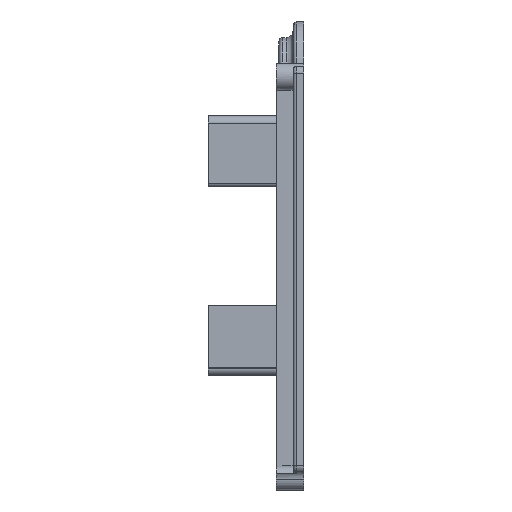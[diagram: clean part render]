
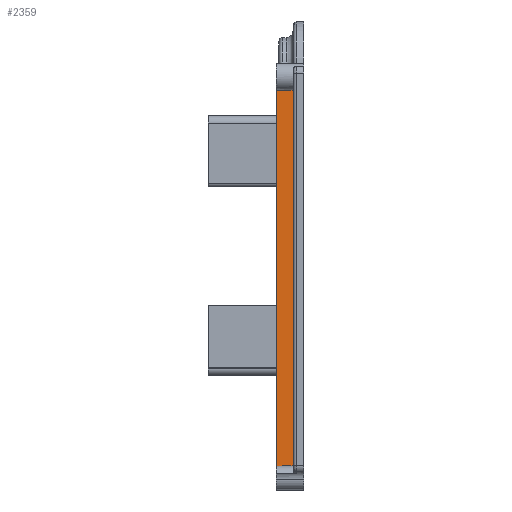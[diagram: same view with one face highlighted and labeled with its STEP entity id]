
A CAD part, left-side view. The second image highlights one B-rep face of the part: STEP entity #2359.
In plain terms, the highlighted planar face has unit normal (-1, 0, 0).
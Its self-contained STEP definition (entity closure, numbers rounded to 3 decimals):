
#84=PLANE('',#2606);
#164=FACE_OUTER_BOUND('',#320,.T.);
#320=EDGE_LOOP('',(#1798,#1799,#1800,#1801,#1802,#1803));
#427=CIRCLE('',#2476,0.5);
#444=CIRCLE('',#2500,0.5);
#615=LINE('',#3633,#785);
#622=LINE('',#3748,#792);
#656=LINE('',#3990,#826);
#665=LINE('',#4056,#835);
#785=VECTOR('',#2808,10.);
#792=VECTOR('',#2857,10.);
#826=VECTOR('',#3053,10.);
#835=VECTOR('',#3122,10.);
#966=VERTEX_POINT('',#3630);
#967=VERTEX_POINT('',#3632);
#968=VERTEX_POINT('',#3636);
#985=VERTEX_POINT('',#3746);
#989=VERTEX_POINT('',#3760);
#1050=VERTEX_POINT('',#3988);
#1197=EDGE_CURVE('',#966,#967,#615,.T.);
#1199=EDGE_CURVE('',#968,#966,#427,.F.);
#1224=EDGE_CURVE('',#985,#968,#622,.T.);
#1230=EDGE_CURVE('',#989,#985,#444,.F.);
#1317=EDGE_CURVE('',#989,#1050,#656,.T.);
#1351=EDGE_CURVE('',#967,#1050,#665,.T.);
#1798=ORIENTED_EDGE('',*,*,#1317,.T.);
#1799=ORIENTED_EDGE('',*,*,#1351,.F.);
#1800=ORIENTED_EDGE('',*,*,#1197,.F.);
#1801=ORIENTED_EDGE('',*,*,#1199,.F.);
#1802=ORIENTED_EDGE('',*,*,#1224,.F.);
#1803=ORIENTED_EDGE('',*,*,#1230,.F.);
#2359=ADVANCED_FACE('',(#164),#84,.T.);
#2476=AXIS2_PLACEMENT_3D('',#3637,#2812,#2813);
#2500=AXIS2_PLACEMENT_3D('',#3761,#2870,#2871);
#2606=AXIS2_PLACEMENT_3D('',#4055,#3120,#3121);
#2808=DIRECTION('',(0.,1.,0.));
#2812=DIRECTION('center_axis',(1.,0.,0.));
#2813=DIRECTION('ref_axis',(0.,0.707,-0.707));
#2857=DIRECTION('',(0.,0.,-1.));
#2870=DIRECTION('center_axis',(1.,0.,0.));
#2871=DIRECTION('ref_axis',(0.,0.707,0.707));
#3053=DIRECTION('',(0.,1.,0.));
#3120=DIRECTION('center_axis',(-1.,0.,0.));
#3121=DIRECTION('ref_axis',(0.,0.,1.));
#3122=DIRECTION('',(0.,0.,1.));
#3630=CARTESIAN_POINT('',(-47.25,8.4,-34.8));
#3632=CARTESIAN_POINT('',(-47.25,11.3,-34.8));
#3633=CARTESIAN_POINT('',(-47.25,8.9,-34.8));
#3636=CARTESIAN_POINT('',(-47.25,8.9,-34.3));
#3637=CARTESIAN_POINT('Origin',(-47.25,8.4,-34.3));
#3746=CARTESIAN_POINT('',(-47.25,8.9,24.7));
#3748=CARTESIAN_POINT('',(-47.25,8.9,-17.4));
#3760=CARTESIAN_POINT('',(-47.25,8.4,25.2));
#3761=CARTESIAN_POINT('Origin',(-47.25,8.4,24.7));
#3988=CARTESIAN_POINT('',(-47.25,11.3,25.2));
#3990=CARTESIAN_POINT('',(-47.25,8.9,25.2));
#4055=CARTESIAN_POINT('Origin',(-47.25,8.9,-34.8));
#4056=CARTESIAN_POINT('',(-47.25,11.3,25.2));
